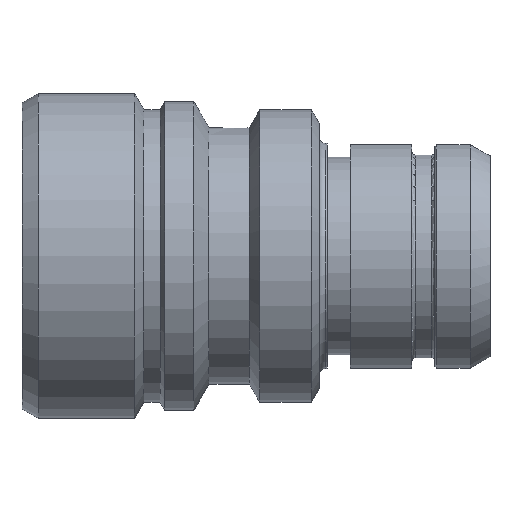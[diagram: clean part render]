
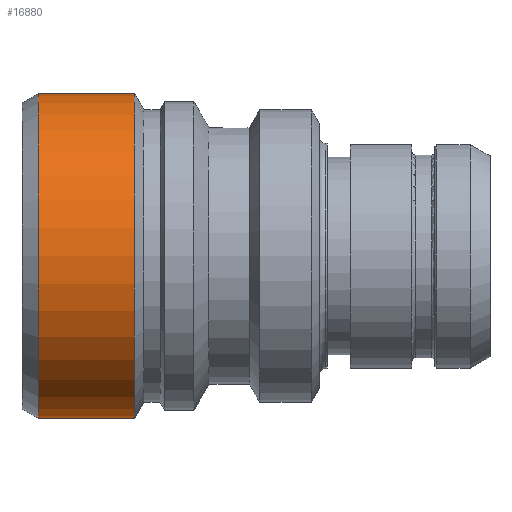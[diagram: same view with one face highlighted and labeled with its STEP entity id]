
A CAD part, top view. The second image highlights one B-rep face of the part: STEP entity #16880.
In plain terms, the highlighted cylindrical face has radius 10 mm (diameter 20 mm), a partial arc.
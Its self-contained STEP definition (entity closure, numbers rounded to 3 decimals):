
#1412=DIRECTION('',(-1.,0.,0.));
#1413=VECTOR('',#1412,5.923);
#1414=CARTESIAN_POINT('',(7.493,20.,-10.));
#1415=LINE('917',#1414,#1413);
#1416=DIRECTION('',(-1.,0.,0.));
#1417=VECTOR('',#1416,5.923);
#1418=CARTESIAN_POINT('',(7.493,0.,-10.));
#1419=LINE('932',#1418,#1417);
#1425=CARTESIAN_POINT('',(7.493,10.,-10.));
#1426=DIRECTION('',(1.,0.,0.));
#1427=DIRECTION('',(0.,1.,0.));
#1428=AXIS2_PLACEMENT_3D('',#1425,#1426,#1427);
#1430=CARTESIAN_POINT('',(1.571,10.,-10.));
#1431=DIRECTION('',(1.,0.,0.));
#1432=DIRECTION('',(0.,1.,0.));
#1433=AXIS2_PLACEMENT_3D('',#1430,#1431,#1432);
#12024=CARTESIAN_POINT('',(7.493,20.,-10.));
#12025=VERTEX_POINT('',#12024);
#12026=CARTESIAN_POINT('',(1.571,20.,-10.));
#12027=VERTEX_POINT('',#12026);
#12062=CARTESIAN_POINT('',(7.493,0.,-10.));
#12063=VERTEX_POINT('',#12062);
#12064=CARTESIAN_POINT('',(1.571,0.,-10.));
#12065=VERTEX_POINT('',#12064);
#16868=CARTESIAN_POINT('',(-0.869,10.,-10.));
#16869=DIRECTION('',(1.,0.,0.));
#16870=DIRECTION('',(0.,-1.,0.));
#16871=AXIS2_PLACEMENT_3D('',#16868,#16869,#16870);
#16872=CYLINDRICAL_SURFACE('102',#16871,10.);
#16873=ORIENTED_EDGE('917',*,*,#16851,.F.);
#16874=ORIENTED_EDGE('951',*,*,#16814,.T.);
#16875=ORIENTED_EDGE('932',*,*,#16855,.T.);
#16877=ORIENTED_EDGE('952',*,*,#16876,.F.);
#16878=EDGE_LOOP('102',(#16873,#16874,#16875,#16877));
#16879=FACE_OUTER_BOUND('102',#16878,.F.);
#1429=CIRCLE('951',#1428,10.);
#1434=CIRCLE('952',#1433,10.);
#16814=EDGE_CURVE('951',#12025,#12063,#1429,.T.);
#16851=EDGE_CURVE('917',#12025,#12027,#1415,.T.);
#16855=EDGE_CURVE('932',#12063,#12065,#1419,.T.);
#16876=EDGE_CURVE('952',#12027,#12065,#1434,.T.);
#16880=ADVANCED_FACE('102',(#16879),#16872,.T.);
